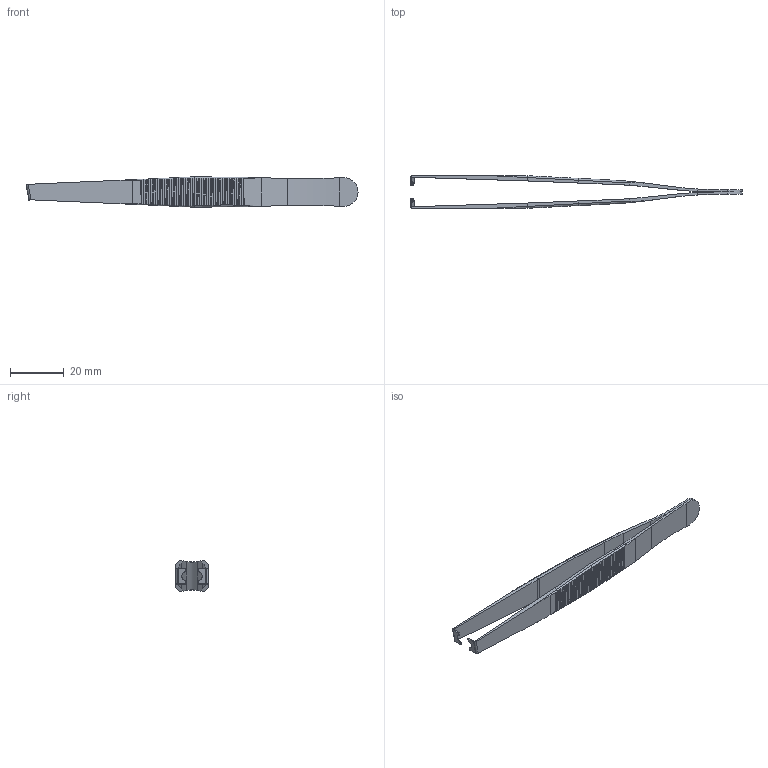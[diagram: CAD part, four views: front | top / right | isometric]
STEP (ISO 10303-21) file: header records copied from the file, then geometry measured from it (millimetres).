
FILE_DESCRIPTION(/* description */ ('Unknown'),/* implementation_level */ '2;1');
FILE_NAME(/* name */ '6006010201',/* time_stamp */ '2020-07-01T14:04:18+02:00',/* author */ ('Unknown'),/* organization */ ('Unknown'),/* preprocessor_version */ 'ST-DEVELOPER v16.7',/* originating_system */ 'DEX',/* authorisation */ $);
FILE_SCHEMA (('AUTOMOTIVE_DESIGN {1 0 10303 214 3 1 1}'));
Length unit declared in the file: millimetre
Products named in the file (3): 6006010201; 6006010201_1; 6006010201_2
Assembly tree (2 placements, depth 2):
  6006010201
    6006010201_1
    6006010201_2
Bounding box: 123.21 x 12.1 x 11.3 mm (x, y, z)
Volume: 3102.6 mm3; surface area: 5443.4 mm2
Topology: 2 solids, 2 shells, 516 faces, 1524 edges, 1014 vertices
Faces by surface type: plane 472, cylinder 44
Entity records: 17430 total; most frequent: CARTESIAN_POINT 3201, ORIENTED_EDGE 3048, DIRECTION 2981, EDGE_CURVE 1524, VERTEX_POINT 1014, LINE 1009, VECTOR 1009, AXIS2_PLACEMENT_3D 986
